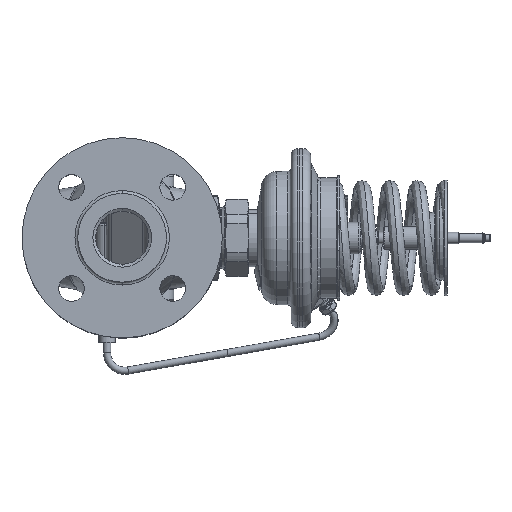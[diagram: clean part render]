
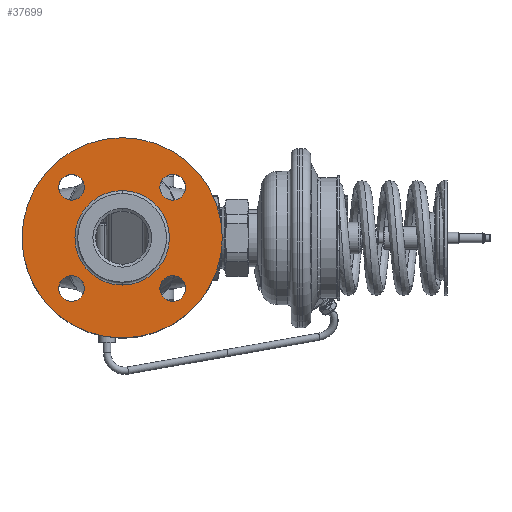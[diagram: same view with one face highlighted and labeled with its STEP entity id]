
A CAD part, top view. The second image highlights one B-rep face of the part: STEP entity #37699.
In plain terms, the highlighted face is planar.
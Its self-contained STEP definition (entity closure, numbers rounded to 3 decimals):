
#32655=CARTESIAN_POINT('',(-88.,0.,0.));
#32656=DIRECTION('',(-1.,0.,0.));
#32657=DIRECTION('',(0.,1.,0.));
#32658=AXIS2_PLACEMENT_3D('',#32655,#32656,#32657);
#32660=CARTESIAN_POINT('',(-88.,0.,0.));
#32661=DIRECTION('',(1.,0.,0.));
#32662=DIRECTION('',(0.,1.,0.));
#32663=AXIS2_PLACEMENT_3D('',#32660,#32661,#32662);
#32665=CARTESIAN_POINT('',(-88.,-35.355,35.355));
#32666=DIRECTION('',(1.,0.,0.));
#32667=DIRECTION('',(0.,1.,0.));
#32668=AXIS2_PLACEMENT_3D('',#32665,#32666,#32667);
#32670=CARTESIAN_POINT('',(-88.,-35.355,35.355));
#32671=DIRECTION('',(1.,0.,0.));
#32672=DIRECTION('',(0.,-1.,0.));
#32673=AXIS2_PLACEMENT_3D('',#32670,#32671,#32672);
#32675=CARTESIAN_POINT('',(-88.,35.355,35.355));
#32676=DIRECTION('',(1.,0.,0.));
#32677=DIRECTION('',(0.,1.,0.));
#32678=AXIS2_PLACEMENT_3D('',#32675,#32676,#32677);
#32680=CARTESIAN_POINT('',(-88.,35.355,35.355));
#32681=DIRECTION('',(1.,0.,0.));
#32682=DIRECTION('',(0.,-1.,0.));
#32683=AXIS2_PLACEMENT_3D('',#32680,#32681,#32682);
#32685=CARTESIAN_POINT('',(-88.,35.355,-35.355));
#32686=DIRECTION('',(1.,0.,0.));
#32687=DIRECTION('',(0.,1.,0.));
#32688=AXIS2_PLACEMENT_3D('',#32685,#32686,#32687);
#32690=CARTESIAN_POINT('',(-88.,35.355,-35.355));
#32691=DIRECTION('',(1.,0.,0.));
#32692=DIRECTION('',(0.,-1.,0.));
#32693=AXIS2_PLACEMENT_3D('',#32690,#32691,#32692);
#32695=CARTESIAN_POINT('',(-88.,-35.355,-35.355));
#32696=DIRECTION('',(1.,0.,0.));
#32697=DIRECTION('',(0.,1.,0.));
#32698=AXIS2_PLACEMENT_3D('',#32695,#32696,#32697);
#32700=CARTESIAN_POINT('',(-88.,-35.355,-35.355));
#32701=DIRECTION('',(1.,0.,0.));
#32702=DIRECTION('',(0.,-1.,0.));
#32703=AXIS2_PLACEMENT_3D('',#32700,#32701,#32702);
#32705=CARTESIAN_POINT('',(-88.,0.,0.));
#32706=DIRECTION('',(1.,0.,0.));
#32707=DIRECTION('',(0.,1.,0.));
#32708=AXIS2_PLACEMENT_3D('',#32705,#32706,#32707);
#32720=CARTESIAN_POINT('',(-88.,0.,0.));
#32721=DIRECTION('',(-1.,0.,0.));
#32722=DIRECTION('',(0.,1.,0.));
#32723=AXIS2_PLACEMENT_3D('',#32720,#32721,#32722);
#36961=CARTESIAN_POINT('',(-88.,70.,0.));
#36963=VERTEX_POINT('',#36961);
#36964=CARTESIAN_POINT('',(-88.,33.,0.));
#36966=VERTEX_POINT('',#36964);
#36983=CARTESIAN_POINT('',(-88.,-70.,0.));
#36985=VERTEX_POINT('',#36983);
#36986=CARTESIAN_POINT('',(-88.,-33.,0.));
#36988=VERTEX_POINT('',#36986);
#37083=CARTESIAN_POINT('',(-88.,-26.355,35.355));
#37084=CARTESIAN_POINT('',(-88.,-44.355,35.355));
#37085=VERTEX_POINT('',#37083);
#37086=VERTEX_POINT('',#37084);
#37091=CARTESIAN_POINT('',(-88.,44.355,35.355));
#37092=CARTESIAN_POINT('',(-88.,26.355,35.355));
#37093=VERTEX_POINT('',#37091);
#37094=VERTEX_POINT('',#37092);
#37099=CARTESIAN_POINT('',(-88.,44.355,-35.355));
#37100=CARTESIAN_POINT('',(-88.,26.355,-35.355));
#37101=VERTEX_POINT('',#37099);
#37102=VERTEX_POINT('',#37100);
#37107=CARTESIAN_POINT('',(-88.,-26.355,-35.355));
#37108=CARTESIAN_POINT('',(-88.,-44.355,-35.355));
#37109=VERTEX_POINT('',#37107);
#37110=VERTEX_POINT('',#37108);
#37660=CARTESIAN_POINT('',(-88.,0.,0.));
#37661=DIRECTION('',(1.,0.,0.));
#37662=DIRECTION('',(0.,-1.,0.));
#37663=AXIS2_PLACEMENT_3D('',#37660,#37661,#37662);
#37664=PLANE('',#37663);
#37665=ORIENTED_EDGE('',*,*,#37653,.F.);
#37666=ORIENTED_EDGE('',*,*,#37642,.T.);
#37667=EDGE_LOOP('',(#37665,#37666));
#37668=FACE_OUTER_BOUND('',#37667,.F.);
#37670=ORIENTED_EDGE('',*,*,#37669,.F.);
#37672=ORIENTED_EDGE('',*,*,#37671,.T.);
#37673=EDGE_LOOP('',(#37670,#37672));
#37674=FACE_BOUND('',#37673,.F.);
#37676=ORIENTED_EDGE('',*,*,#37675,.F.);
#37678=ORIENTED_EDGE('',*,*,#37677,.F.);
#37679=EDGE_LOOP('',(#37676,#37678));
#37680=FACE_BOUND('',#37679,.F.);
#37682=ORIENTED_EDGE('',*,*,#37681,.F.);
#37684=ORIENTED_EDGE('',*,*,#37683,.F.);
#37685=EDGE_LOOP('',(#37682,#37684));
#37686=FACE_BOUND('',#37685,.F.);
#37688=ORIENTED_EDGE('',*,*,#37687,.F.);
#37690=ORIENTED_EDGE('',*,*,#37689,.F.);
#37691=EDGE_LOOP('',(#37688,#37690));
#37692=FACE_BOUND('',#37691,.F.);
#37694=ORIENTED_EDGE('',*,*,#37693,.F.);
#37696=ORIENTED_EDGE('',*,*,#37695,.F.);
#37697=EDGE_LOOP('',(#37694,#37696));
#37698=FACE_BOUND('',#37697,.F.);
#32659=CIRCLE('',#32658,70.);
#32664=CIRCLE('',#32663,70.);
#32669=CIRCLE('',#32668,9.);
#32674=CIRCLE('',#32673,9.);
#32679=CIRCLE('',#32678,9.);
#32684=CIRCLE('',#32683,9.);
#32689=CIRCLE('',#32688,9.);
#32694=CIRCLE('',#32693,9.);
#32699=CIRCLE('',#32698,9.);
#32704=CIRCLE('',#32703,9.);
#32709=CIRCLE('',#32708,33.);
#32724=CIRCLE('',#32723,33.);
#37642=EDGE_CURVE('',#36963,#36985,#32664,.T.);
#37653=EDGE_CURVE('',#36963,#36985,#32659,.T.);
#37669=EDGE_CURVE('',#36966,#36988,#32709,.T.);
#37671=EDGE_CURVE('',#36966,#36988,#32724,.T.);
#37675=EDGE_CURVE('',#37085,#37086,#32669,.T.);
#37677=EDGE_CURVE('',#37086,#37085,#32674,.T.);
#37681=EDGE_CURVE('',#37093,#37094,#32679,.T.);
#37683=EDGE_CURVE('',#37094,#37093,#32684,.T.);
#37687=EDGE_CURVE('',#37101,#37102,#32689,.T.);
#37689=EDGE_CURVE('',#37102,#37101,#32694,.T.);
#37693=EDGE_CURVE('',#37109,#37110,#32699,.T.);
#37695=EDGE_CURVE('',#37110,#37109,#32704,.T.);
#37699=ADVANCED_FACE('',(#37668,#37674,#37680,#37686,#37692,#37698),#37664,.F.);
